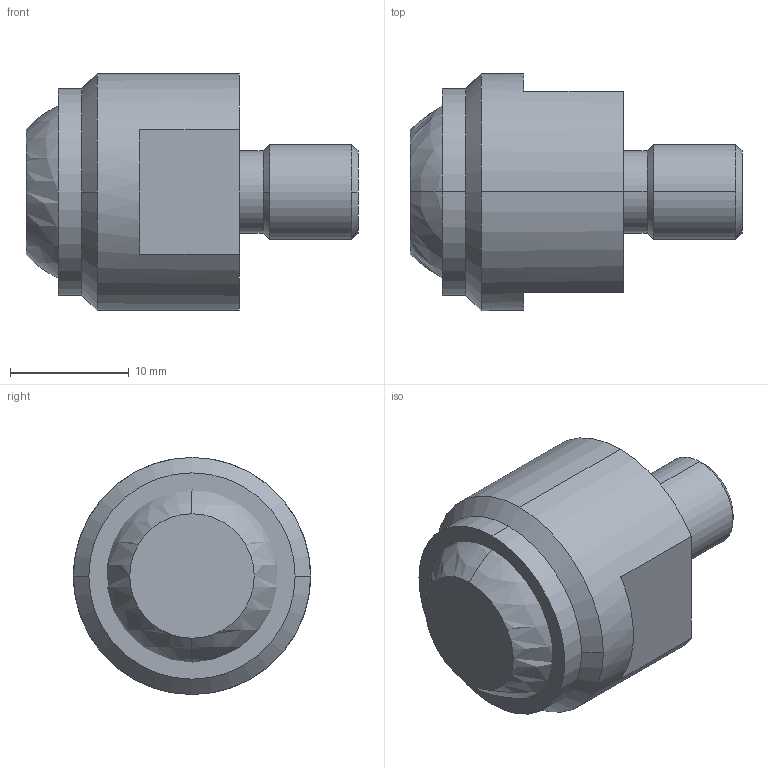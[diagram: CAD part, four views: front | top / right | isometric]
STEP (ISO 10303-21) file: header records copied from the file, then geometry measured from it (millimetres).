
FILE_DESCRIPTION(('STEP AP214'),'1');
FILE_NAME('HALDERN_EH_22730_0118.stp','2017-05-09T08:18:53',('TraceParts'),('TraceParts S.A.'),'Spatial InterOp 3D',' ',' ');
FILE_SCHEMA(('automotive_design'));
Length unit declared in the file: millimetre
Products named in the file (2): HALDERN_EH_22730_0118_1; HALDERN_EH_22730_0118_2
Bounding box: 28 x 20 x 20 mm (x, y, z)
Volume: 6859.9 mm3; surface area: 2547 mm2
Topology: 2 solids, 2 shells, 25 faces, 66 edges, 42 vertices
Faces by surface type: plane 9, cylinder 8, cone 6, sphere 2
Entity records: 1003 total; most frequent: DIRECTION 156, CARTESIAN_POINT 131, ORIENTED_EDGE 124, AXIS2_PLACEMENT_3D 67, EDGE_CURVE 62, VERTEX_POINT 42, CIRCLE 40, EDGE_LOOP 26
